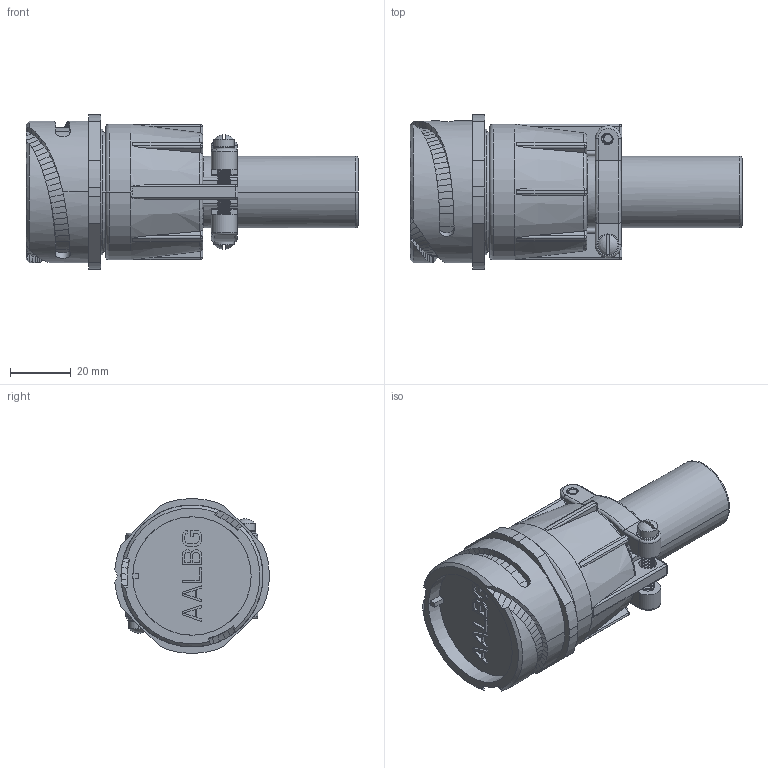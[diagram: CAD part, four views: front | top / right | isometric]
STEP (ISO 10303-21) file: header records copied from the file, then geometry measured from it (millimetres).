
FILE_DESCRIPTION((''),'2;1');
FILE_NAME('VG95234F-28_SW0001','2023-03-20T16:59:43',('paultorloting'),('NET AG system integration'),'CREO PARAMETRIC BY PTC INC, 2021404','CREO PARAMETRIC BY PTC INC, 2021404','');
FILE_SCHEMA(('AUTOMOTIVE_DESIGN { 1 0 10303 214 1 1 1 1 }'));
Products named in the file (1): VG95234F-28_SW0001
Bounding box: 109.18 x 50.77 x 50.8 mm (x, y, z)
Volume: 97661.5 mm3; surface area: 25819.5 mm2
Topology: 1 solids, 1 shells, 1023 faces, 2746 edges, 1737 vertices
Faces by surface type: plane 389, bspline 276, cylinder 258, cone 48, torus 36, sphere 16
Entity records: 60275 total; most frequent: CARTESIAN_POINT 31336, ORIENTED_EDGE 5492, DIRECTION 3686, EDGE_CURVE 2746, VERTEX_POINT 1737, VECTOR 1443, LINE 1443, AXIS2_PLACEMENT_3D 1120
